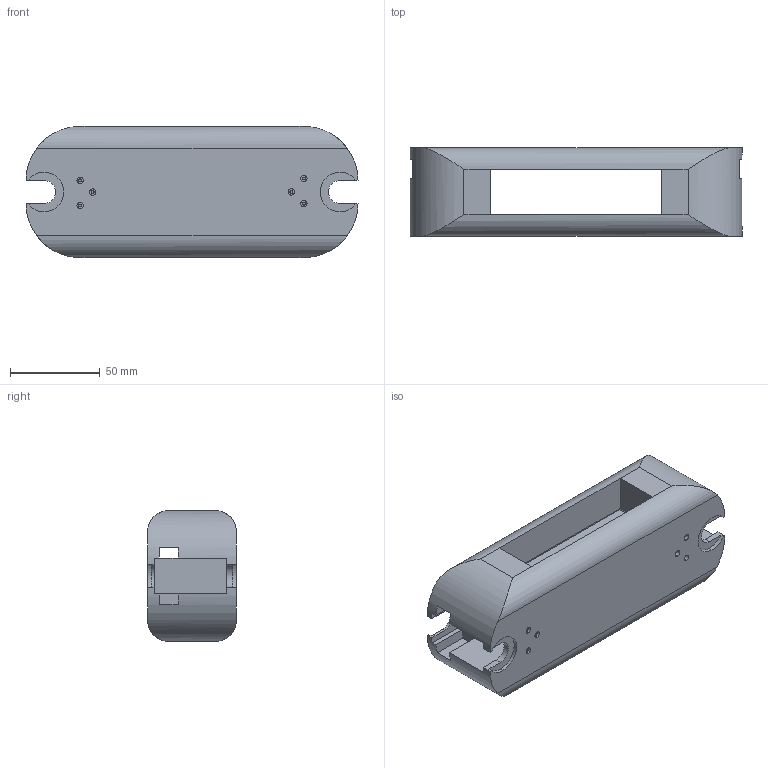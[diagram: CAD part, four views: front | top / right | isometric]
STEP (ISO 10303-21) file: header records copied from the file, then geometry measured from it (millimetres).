
FILE_DESCRIPTION (( 'STEP AP203' ), '1' );
FILE_NAME ('Mechanical_2_默认_sldprt.STEP', '2017-10-05T08:00:34', ( '' ), ( '' ), 'SwSTEP 2.0', 'SolidWorks 2014', '' );
FILE_SCHEMA (( 'CONFIG_CONTROL_DESIGN' ));
Length unit declared in the file: inch
Products named in the file (1): Mechanical_2_默认_sldprt
Bounding box: 185 x 49.5 x 73 mm (x, y, z)
Volume: 353881.3 mm3; surface area: 69689.8 mm2
Topology: 1 solids, 1 shells, 142 faces, 384 edges, 252 vertices
Faces by surface type: cylinder 80, plane 62
Entity records: 4835 total; most frequent: CARTESIAN_POINT 963, DIRECTION 830, ORIENTED_EDGE 768, EDGE_CURVE 384, AXIS2_PLACEMENT_3D 311, VERTEX_POINT 252, LINE 208, VECTOR 208
